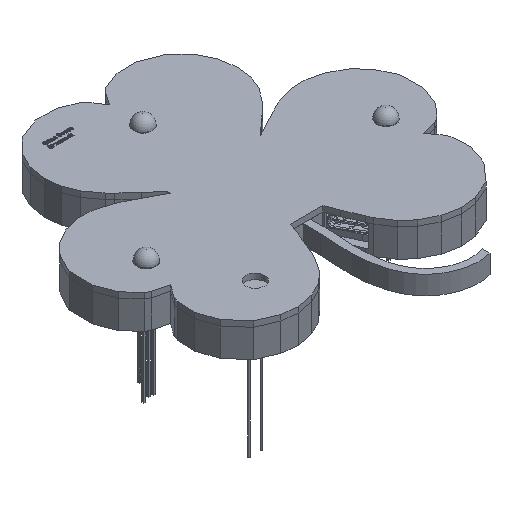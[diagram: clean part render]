
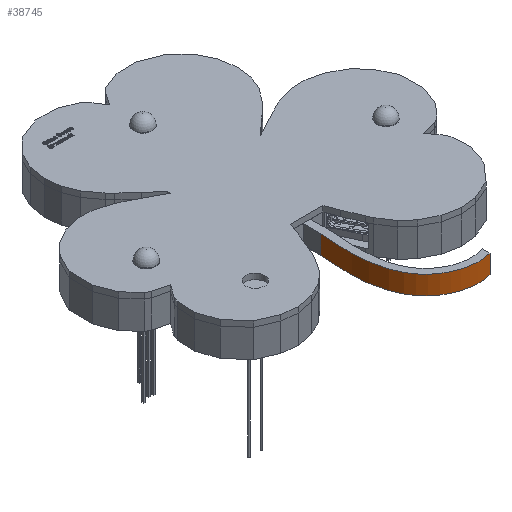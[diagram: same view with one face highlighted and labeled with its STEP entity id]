
A CAD part, isometric view. The second image highlights one B-rep face of the part: STEP entity #38745.
In plain terms, the highlighted free-form (B-spline) face has degree [5, 1] with [25, 2] control points.
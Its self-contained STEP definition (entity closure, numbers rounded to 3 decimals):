
#12=(
BOUNDED_CURVE()
B_SPLINE_CURVE(5,(#59299,#59300,#59301,#59302,#59303,#59304,#59305,#59306,
#59307,#59308,#59309,#59310,#59311,#59312,#59313,#59314,#59315,#59316,#59317,
#59318,#59319,#59320,#59321,#59322,#59323),.UNSPECIFIED.,.F.,.F.)
B_SPLINE_CURVE_WITH_KNOTS((6,1,1,1,1,1,1,1,1,1,1,1,1,1,1,1,1,1,1,1,6),(0.,
0.05,0.1,0.15,0.2,0.25,0.3,0.35,0.4,0.45,0.5,0.55,0.6,0.65,0.7,0.75,0.8,
0.85,0.9,0.95,1.),.UNSPECIFIED.)
CURVE()
GEOMETRIC_REPRESENTATION_ITEM()
RATIONAL_B_SPLINE_CURVE((1.,1.,1.,1.,1.,1.,1.,1.,1.,1.,1.,1.,1.,1.,1.,1.,
1.,1.,1.,1.,1.,1.,1.,1.,1.))
REPRESENTATION_ITEM('')
);
#17=(
BOUNDED_CURVE()
B_SPLINE_CURVE(5,(#60025,#60026,#60027,#60028,#60029,#60030,#60031,#60032,
#60033,#60034,#60035,#60036,#60037,#60038,#60039,#60040,#60041,#60042,#60043,
#60044,#60045,#60046,#60047,#60048,#60049),.UNSPECIFIED.,.F.,.F.)
B_SPLINE_CURVE_WITH_KNOTS((6,1,1,1,1,1,1,1,1,1,1,1,1,1,1,1,1,1,1,1,6),(0.,
0.05,0.1,0.15,0.2,0.25,0.3,0.35,0.4,0.45,0.5,0.55,0.6,0.65,0.7,0.75,0.8,
0.85,0.9,0.95,1.),.UNSPECIFIED.)
CURVE()
GEOMETRIC_REPRESENTATION_ITEM()
RATIONAL_B_SPLINE_CURVE((1.,1.,1.,1.,1.,1.,1.,1.,1.,1.,1.,1.,1.,1.,1.,1.,
1.,1.,1.,1.,1.,1.,1.,1.,1.))
REPRESENTATION_ITEM('')
);
#28=(
BOUNDED_SURFACE()
B_SPLINE_SURFACE(5,1,((#59974,#59975),(#59976,#59977),(#59978,#59979),(#59980,
#59981),(#59982,#59983),(#59984,#59985),(#59986,#59987),(#59988,#59989),
(#59990,#59991),(#59992,#59993),(#59994,#59995),(#59996,#59997),(#59998,
#59999),(#60000,#60001),(#60002,#60003),(#60004,#60005),(#60006,#60007),
(#60008,#60009),(#60010,#60011),(#60012,#60013),(#60014,#60015),(#60016,
#60017),(#60018,#60019),(#60020,#60021),(#60022,#60023)),.UNSPECIFIED.,
 .F.,.F.,.F.)
B_SPLINE_SURFACE_WITH_KNOTS((6,1,1,1,1,1,1,1,1,1,1,1,1,1,1,1,1,1,1,1,6),
(2,2),(0.,0.05,0.1,0.15,0.2,0.25,0.3,0.35,0.4,0.45,0.5,0.55,0.6,0.65,0.7,
0.75,0.8,0.85,0.9,0.95,1.),(0.,0.5),.UNSPECIFIED.)
GEOMETRIC_REPRESENTATION_ITEM()
RATIONAL_B_SPLINE_SURFACE(((1.,1.),(1.,1.),(1.,1.),(1.,1.),(1.,1.),(1.,
1.),(1.,1.),(1.,1.),(1.,1.),(1.,1.),(1.,1.),(1.,1.),(1.,1.),(1.,1.),(1.,
1.),(1.,1.),(1.,1.),(1.,1.),(1.,1.),(1.,1.),(1.,1.),(1.,1.),(1.,1.),(1.,
1.),(1.,1.)))
REPRESENTATION_ITEM('')
SURFACE()
);
#4132=FACE_OUTER_BOUND('',#6279,.T.);
#6279=EDGE_LOOP('',(#32353,#32354,#32355,#32356));
#10139=LINE('',#59973,#14264);
#10140=LINE('',#60050,#14265);
#14264=VECTOR('',#49527,10.);
#14265=VECTOR('',#49528,10.);
#17740=VERTEX_POINT('',#59287);
#17741=VERTEX_POINT('',#59298);
#18001=VERTEX_POINT('',#59971);
#18002=VERTEX_POINT('',#60024);
#22750=EDGE_CURVE('',#17740,#17741,#12,.T.);
#23019=EDGE_CURVE('',#18001,#17741,#10139,.T.);
#23020=EDGE_CURVE('',#18002,#18001,#17,.T.);
#23021=EDGE_CURVE('',#18002,#17740,#10140,.T.);
#32353=ORIENTED_EDGE('',*,*,#23020,.T.);
#32354=ORIENTED_EDGE('',*,*,#23019,.T.);
#32355=ORIENTED_EDGE('',*,*,#22750,.F.);
#32356=ORIENTED_EDGE('',*,*,#23021,.F.);
#38745=ADVANCED_FACE('',(#4132),#28,.T.);
#49527=DIRECTION('',(0.,0.,1.));
#49528=DIRECTION('',(0.,0.,1.));
#59287=CARTESIAN_POINT('',(45.858,-14.85,8.76));
#59298=CARTESIAN_POINT('',(64.,-42.,8.76));
#59299=CARTESIAN_POINT('Ctrl Pts',(45.858,-14.85,8.76));
#59300=CARTESIAN_POINT('Ctrl Pts',(45.792,-15.339,8.76));
#59301=CARTESIAN_POINT('Ctrl Pts',(45.671,-16.312,8.76));
#59302=CARTESIAN_POINT('Ctrl Pts',(45.522,-17.759,8.76));
#59303=CARTESIAN_POINT('Ctrl Pts',(45.387,-19.66,8.76));
#59304=CARTESIAN_POINT('Ctrl Pts',(45.328,-21.99,8.76));
#59305=CARTESIAN_POINT('Ctrl Pts',(45.382,-24.268,8.76));
#59306=CARTESIAN_POINT('Ctrl Pts',(45.557,-26.488,8.76));
#59307=CARTESIAN_POINT('Ctrl Pts',(45.864,-28.639,8.76));
#59308=CARTESIAN_POINT('Ctrl Pts',(46.313,-30.706,8.76));
#59309=CARTESIAN_POINT('Ctrl Pts',(46.922,-32.669,8.76));
#59310=CARTESIAN_POINT('Ctrl Pts',(47.704,-34.502,8.76));
#59311=CARTESIAN_POINT('Ctrl Pts',(48.671,-36.184,8.76));
#59312=CARTESIAN_POINT('Ctrl Pts',(49.824,-37.69,8.76));
#59313=CARTESIAN_POINT('Ctrl Pts',(51.151,-39.004,8.76));
#59314=CARTESIAN_POINT('Ctrl Pts',(52.624,-40.114,8.76));
#59315=CARTESIAN_POINT('Ctrl Pts',(54.204,-41.013,8.76));
#59316=CARTESIAN_POINT('Ctrl Pts',(55.85,-41.701,8.76));
#59317=CARTESIAN_POINT('Ctrl Pts',(57.52,-42.178,8.76));
#59318=CARTESIAN_POINT('Ctrl Pts',(59.184,-42.448,8.76));
#59319=CARTESIAN_POINT('Ctrl Pts',(60.824,-42.514,8.76));
#59320=CARTESIAN_POINT('Ctrl Pts',(62.112,-42.406,8.76));
#59321=CARTESIAN_POINT('Ctrl Pts',(63.062,-42.237,8.76));
#59322=CARTESIAN_POINT('Ctrl Pts',(63.688,-42.086,8.76));
#59323=CARTESIAN_POINT('Ctrl Pts',(64.,-42.,8.76));
#59971=CARTESIAN_POINT('',(64.,-42.,3.76));
#59973=CARTESIAN_POINT('',(64.,-42.,3.76));
#59974=CARTESIAN_POINT('Ctrl Pts',(45.858,-14.85,3.76));
#59975=CARTESIAN_POINT('Ctrl Pts',(45.858,-14.85,8.76));
#59976=CARTESIAN_POINT('Ctrl Pts',(45.792,-15.339,3.76));
#59977=CARTESIAN_POINT('Ctrl Pts',(45.792,-15.339,8.76));
#59978=CARTESIAN_POINT('Ctrl Pts',(45.671,-16.312,3.76));
#59979=CARTESIAN_POINT('Ctrl Pts',(45.671,-16.312,8.76));
#59980=CARTESIAN_POINT('Ctrl Pts',(45.522,-17.759,3.76));
#59981=CARTESIAN_POINT('Ctrl Pts',(45.522,-17.759,8.76));
#59982=CARTESIAN_POINT('Ctrl Pts',(45.387,-19.66,3.76));
#59983=CARTESIAN_POINT('Ctrl Pts',(45.387,-19.66,8.76));
#59984=CARTESIAN_POINT('Ctrl Pts',(45.328,-21.99,3.76));
#59985=CARTESIAN_POINT('Ctrl Pts',(45.328,-21.99,8.76));
#59986=CARTESIAN_POINT('Ctrl Pts',(45.382,-24.268,3.76));
#59987=CARTESIAN_POINT('Ctrl Pts',(45.382,-24.268,8.76));
#59988=CARTESIAN_POINT('Ctrl Pts',(45.557,-26.488,3.76));
#59989=CARTESIAN_POINT('Ctrl Pts',(45.557,-26.488,8.76));
#59990=CARTESIAN_POINT('Ctrl Pts',(45.864,-28.639,3.76));
#59991=CARTESIAN_POINT('Ctrl Pts',(45.864,-28.639,8.76));
#59992=CARTESIAN_POINT('Ctrl Pts',(46.313,-30.706,3.76));
#59993=CARTESIAN_POINT('Ctrl Pts',(46.313,-30.706,8.76));
#59994=CARTESIAN_POINT('Ctrl Pts',(46.922,-32.669,3.76));
#59995=CARTESIAN_POINT('Ctrl Pts',(46.922,-32.669,8.76));
#59996=CARTESIAN_POINT('Ctrl Pts',(47.704,-34.502,3.76));
#59997=CARTESIAN_POINT('Ctrl Pts',(47.704,-34.502,8.76));
#59998=CARTESIAN_POINT('Ctrl Pts',(48.671,-36.184,3.76));
#59999=CARTESIAN_POINT('Ctrl Pts',(48.671,-36.184,8.76));
#60000=CARTESIAN_POINT('Ctrl Pts',(49.824,-37.69,3.76));
#60001=CARTESIAN_POINT('Ctrl Pts',(49.824,-37.69,8.76));
#60002=CARTESIAN_POINT('Ctrl Pts',(51.151,-39.004,3.76));
#60003=CARTESIAN_POINT('Ctrl Pts',(51.151,-39.004,8.76));
#60004=CARTESIAN_POINT('Ctrl Pts',(52.624,-40.114,3.76));
#60005=CARTESIAN_POINT('Ctrl Pts',(52.624,-40.114,8.76));
#60006=CARTESIAN_POINT('Ctrl Pts',(54.204,-41.013,3.76));
#60007=CARTESIAN_POINT('Ctrl Pts',(54.204,-41.013,8.76));
#60008=CARTESIAN_POINT('Ctrl Pts',(55.85,-41.701,3.76));
#60009=CARTESIAN_POINT('Ctrl Pts',(55.85,-41.701,8.76));
#60010=CARTESIAN_POINT('Ctrl Pts',(57.52,-42.178,3.76));
#60011=CARTESIAN_POINT('Ctrl Pts',(57.52,-42.178,8.76));
#60012=CARTESIAN_POINT('Ctrl Pts',(59.184,-42.448,3.76));
#60013=CARTESIAN_POINT('Ctrl Pts',(59.184,-42.448,8.76));
#60014=CARTESIAN_POINT('Ctrl Pts',(60.824,-42.514,3.76));
#60015=CARTESIAN_POINT('Ctrl Pts',(60.824,-42.514,8.76));
#60016=CARTESIAN_POINT('Ctrl Pts',(62.112,-42.406,3.76));
#60017=CARTESIAN_POINT('Ctrl Pts',(62.112,-42.406,8.76));
#60018=CARTESIAN_POINT('Ctrl Pts',(63.062,-42.237,3.76));
#60019=CARTESIAN_POINT('Ctrl Pts',(63.062,-42.237,8.76));
#60020=CARTESIAN_POINT('Ctrl Pts',(63.688,-42.086,3.76));
#60021=CARTESIAN_POINT('Ctrl Pts',(63.688,-42.086,8.76));
#60022=CARTESIAN_POINT('Ctrl Pts',(64.,-42.,3.76));
#60023=CARTESIAN_POINT('Ctrl Pts',(64.,-42.,8.76));
#60024=CARTESIAN_POINT('',(45.858,-14.85,3.76));
#60025=CARTESIAN_POINT('Ctrl Pts',(45.858,-14.85,3.76));
#60026=CARTESIAN_POINT('Ctrl Pts',(45.792,-15.339,3.76));
#60027=CARTESIAN_POINT('Ctrl Pts',(45.671,-16.312,3.76));
#60028=CARTESIAN_POINT('Ctrl Pts',(45.522,-17.759,3.76));
#60029=CARTESIAN_POINT('Ctrl Pts',(45.387,-19.66,3.76));
#60030=CARTESIAN_POINT('Ctrl Pts',(45.328,-21.99,3.76));
#60031=CARTESIAN_POINT('Ctrl Pts',(45.382,-24.268,3.76));
#60032=CARTESIAN_POINT('Ctrl Pts',(45.557,-26.488,3.76));
#60033=CARTESIAN_POINT('Ctrl Pts',(45.864,-28.639,3.76));
#60034=CARTESIAN_POINT('Ctrl Pts',(46.313,-30.706,3.76));
#60035=CARTESIAN_POINT('Ctrl Pts',(46.922,-32.669,3.76));
#60036=CARTESIAN_POINT('Ctrl Pts',(47.704,-34.502,3.76));
#60037=CARTESIAN_POINT('Ctrl Pts',(48.671,-36.184,3.76));
#60038=CARTESIAN_POINT('Ctrl Pts',(49.824,-37.69,3.76));
#60039=CARTESIAN_POINT('Ctrl Pts',(51.151,-39.004,3.76));
#60040=CARTESIAN_POINT('Ctrl Pts',(52.624,-40.114,3.76));
#60041=CARTESIAN_POINT('Ctrl Pts',(54.204,-41.013,3.76));
#60042=CARTESIAN_POINT('Ctrl Pts',(55.85,-41.701,3.76));
#60043=CARTESIAN_POINT('Ctrl Pts',(57.52,-42.178,3.76));
#60044=CARTESIAN_POINT('Ctrl Pts',(59.184,-42.448,3.76));
#60045=CARTESIAN_POINT('Ctrl Pts',(60.824,-42.514,3.76));
#60046=CARTESIAN_POINT('Ctrl Pts',(62.112,-42.406,3.76));
#60047=CARTESIAN_POINT('Ctrl Pts',(63.062,-42.237,3.76));
#60048=CARTESIAN_POINT('Ctrl Pts',(63.688,-42.086,3.76));
#60049=CARTESIAN_POINT('Ctrl Pts',(64.,-42.,3.76));
#60050=CARTESIAN_POINT('',(45.858,-14.85,3.76));
